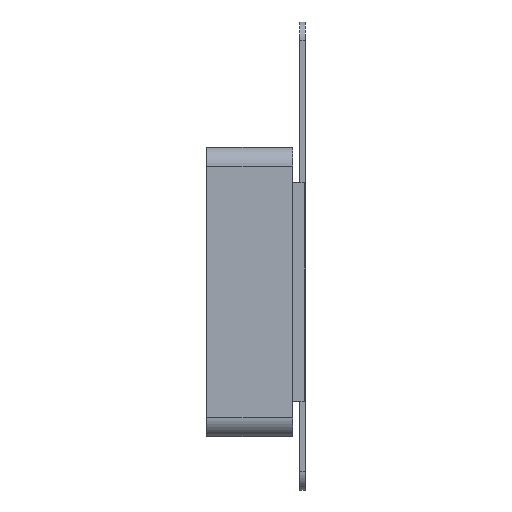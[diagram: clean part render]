
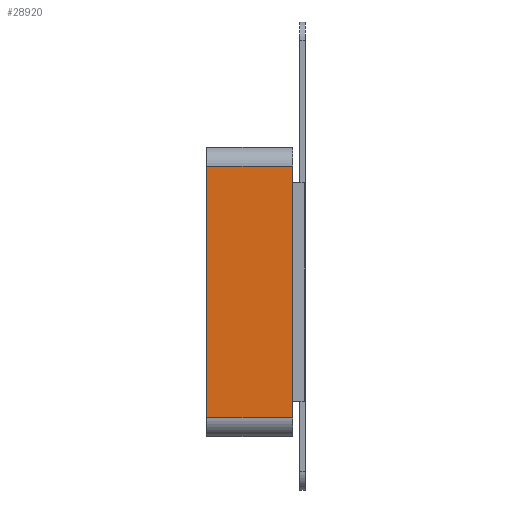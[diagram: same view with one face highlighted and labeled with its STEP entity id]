
A CAD part, left-side view. The second image highlights one B-rep face of the part: STEP entity #28920.
In plain terms, the highlighted face is planar.
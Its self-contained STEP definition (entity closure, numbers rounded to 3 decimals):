
#1918=FACE_OUTER_BOUND('',#3558,.T.);
#3558=EDGE_LOOP('',(#23599,#23600,#23601,#23602));
#7262=LINE('',#47265,#10160);
#7271=LINE('',#47293,#10169);
#7272=LINE('',#47296,#10170);
#7273=LINE('',#47297,#10171);
#10160=VECTOR('',#33439,10.);
#10169=VECTOR('',#33466,10.);
#10170=VECTOR('',#33469,10.);
#10171=VECTOR('',#33470,10.);
#13056=VERTEX_POINT('',#47262);
#13057=VERTEX_POINT('',#47264);
#13067=VERTEX_POINT('',#47291);
#13068=VERTEX_POINT('',#47295);
#16767=EDGE_CURVE('',#13056,#13057,#7262,.T.);
#16782=EDGE_CURVE('',#13067,#13056,#7271,.T.);
#16783=EDGE_CURVE('',#13068,#13067,#7272,.T.);
#16784=EDGE_CURVE('',#13057,#13068,#7273,.T.);
#23599=ORIENTED_EDGE('',*,*,#16782,.F.);
#23600=ORIENTED_EDGE('',*,*,#16783,.F.);
#23601=ORIENTED_EDGE('',*,*,#16784,.F.);
#23602=ORIENTED_EDGE('',*,*,#16767,.F.);
#27663=PLANE('',#30167);
#28920=ADVANCED_FACE('',(#1918),#27663,.T.);
#30167=AXIS2_PLACEMENT_3D('',#47294,#33467,#33468);
#33439=DIRECTION('',(0.,1.,0.));
#33466=DIRECTION('',(0.,0.,1.));
#33467=DIRECTION('center_axis',(1.,0.,0.));
#33468=DIRECTION('ref_axis',(0.,1.,0.));
#33469=DIRECTION('',(0.,-1.,0.));
#33470=DIRECTION('',(0.,0.,-1.));
#47262=CARTESIAN_POINT('',(65.275,7.35,26.));
#47264=CARTESIAN_POINT('',(65.275,74.5,26.));
#47265=CARTESIAN_POINT('',(65.275,79.5,26.));
#47291=CARTESIAN_POINT('',(65.275,7.35,3.1));
#47293=CARTESIAN_POINT('',(65.275,7.35,3.1));
#47294=CARTESIAN_POINT('Origin',(65.275,2.35,3.1));
#47295=CARTESIAN_POINT('',(65.275,74.5,3.1));
#47296=CARTESIAN_POINT('',(65.275,79.5,3.1));
#47297=CARTESIAN_POINT('',(65.275,74.5,3.1));
